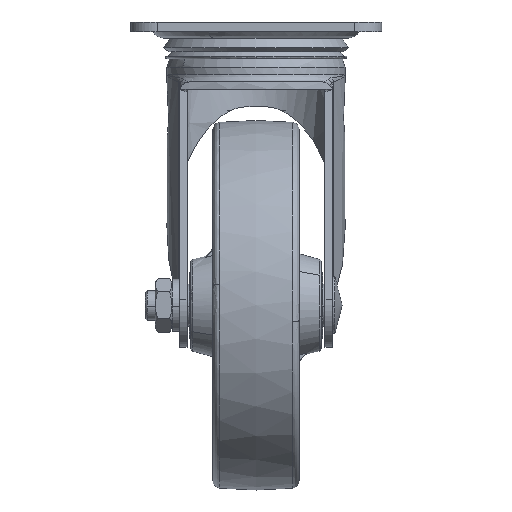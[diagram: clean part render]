
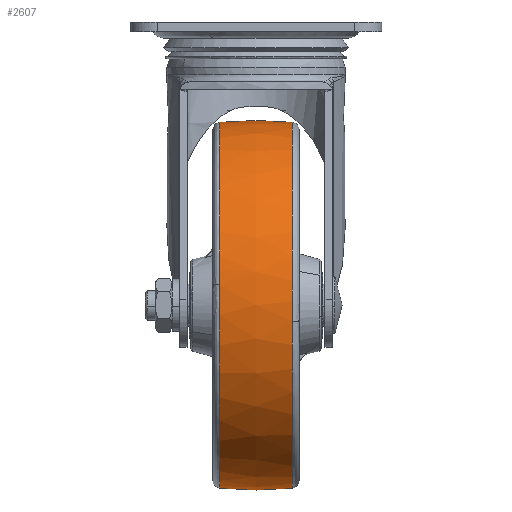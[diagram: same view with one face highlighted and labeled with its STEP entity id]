
A CAD part, left-side view. The second image highlights one B-rep face of the part: STEP entity #2607.
In plain terms, the highlighted free-form (B-spline) face has degree [2, 2] with [5, 7] control points.
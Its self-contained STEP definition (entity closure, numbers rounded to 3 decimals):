
#2303=CARTESIAN_POINT('',(-114.794,14.796,-106.618));
#2304=VERTEX_POINT('',#2303);
#2318=CARTESIAN_POINT('',(-41.0,14.796,-40.731));
#2319=VERTEX_POINT('',#2318);
#2320=CARTESIAN_POINT('',(-41.0,14.796,-40.731));
#2321=CARTESIAN_POINT('',(-107.31,14.796,-40.731));
#2322=CARTESIAN_POINT('',(-114.794,14.796,-106.618));
#2330=(BOUNDED_CURVE()B_SPLINE_CURVE(2,(#2320,#2321,#2322),.UNSPECIFIED.,.F.,.U.)B_SPLINE_CURVE_WITH_KNOTS((3,3),(0.5,0.73),.UNSPECIFIED.)CURVE()GEOMETRIC_REPRESENTATION_ITEM()RATIONAL_B_SPLINE_CURVE((1.0,0.73,0.958))REPRESENTATION_ITEM(''));
#2331=EDGE_CURVE('',#2319,#2304,#2330,.T.);
#2397=CARTESIAN_POINT('',(-41.0,14.796,-189.268));
#2398=VERTEX_POINT('',#2397);
#2412=CARTESIAN_POINT('',(-114.794,14.796,-106.618));
#2413=CARTESIAN_POINT('',(-115.268,14.796,-110.796));
#2414=CARTESIAN_POINT('',(-115.268,14.796,-115.));
#2415=CARTESIAN_POINT('',(-115.268,14.796,-189.268));
#2416=CARTESIAN_POINT('',(-41.0,14.796,-189.268));
#2424=(BOUNDED_CURVE()B_SPLINE_CURVE(2,(#2412,#2413,#2414,#2415,#2416),.UNSPECIFIED.,.F.,.U.)B_SPLINE_CURVE_WITH_KNOTS((3,2,3),(0.73,0.75,1.0),.UNSPECIFIED.)CURVE()GEOMETRIC_REPRESENTATION_ITEM()RATIONAL_B_SPLINE_CURVE((0.958,0.977,1.0,0.707,1.0))REPRESENTATION_ITEM(''));
#2425=EDGE_CURVE('',#2304,#2398,#2424,.T.);
#2475=CARTESIAN_POINT('',(-41.0,-14.796,-189.268));
#2476=VERTEX_POINT('',#2475);
#2477=CARTESIAN_POINT('',(-41.0,-14.796,-189.268));
#2478=CARTESIAN_POINT('',(-41.,-4.964,-190.244));
#2479=CARTESIAN_POINT('',(-41.,4.964,-190.244));
#2480=CARTESIAN_POINT('',(-41.0,14.796,-189.268));
#2481=B_SPLINE_CURVE_WITH_KNOTS('',3,(#2477,#2478,#2479,#2480),.UNSPECIFIED.,.F.,.U.,(4,4),(0.,29.64),.UNSPECIFIED.);
#2482=EDGE_CURVE('',#2476,#2398,#2481,.T.);
#2486=CARTESIAN_POINT('',(-41.0,-14.796,-40.731));
#2487=VERTEX_POINT('',#2486);
#2488=CARTESIAN_POINT('',(-41.0,-14.796,-40.731));
#2489=CARTESIAN_POINT('',(-41.,-4.964,-39.756));
#2490=CARTESIAN_POINT('',(-41.,4.964,-39.756));
#2491=CARTESIAN_POINT('',(-41.0,14.796,-40.731));
#2492=B_SPLINE_CURVE_WITH_KNOTS('',3,(#2488,#2489,#2490,#2491),.UNSPECIFIED.,.F.,.U.,(4,4),(0.,29.64),.UNSPECIFIED.);
#2493=EDGE_CURVE('',#2487,#2319,#2492,.T.);
#2528=CARTESIAN_POINT('',(-38.928,-16.287,-40.887));
#2529=CARTESIAN_POINT('',(-38.903,-8.168,-40.));
#2530=CARTESIAN_POINT('',(-38.903,0.,-40.));
#2531=CARTESIAN_POINT('',(-38.903,8.168,-40.));
#2532=CARTESIAN_POINT('',(-38.928,16.287,-40.887));
#2533=CARTESIAN_POINT('',(-39.958,-16.287,-40.887));
#2534=CARTESIAN_POINT('',(-39.946,-8.168,-40.));
#2535=CARTESIAN_POINT('',(-39.946,0.,-40.));
#2536=CARTESIAN_POINT('',(-39.946,8.168,-40.));
#2537=CARTESIAN_POINT('',(-39.958,16.287,-40.887));
#2538=CARTESIAN_POINT('',(-115.113,-16.287,-40.887));
#2539=CARTESIAN_POINT('',(-116.,-8.168,-40.));
#2540=CARTESIAN_POINT('',(-116.,0.,-40.));
#2541=CARTESIAN_POINT('',(-116.0,8.168,-40.));
#2542=CARTESIAN_POINT('',(-115.113,16.287,-40.887));
#2543=CARTESIAN_POINT('',(-115.113,-16.287,-115.));
#2544=CARTESIAN_POINT('',(-116.,-8.168,-115.));
#2545=CARTESIAN_POINT('',(-116.0,0.,-115.));
#2546=CARTESIAN_POINT('',(-116.,8.168,-115.));
#2547=CARTESIAN_POINT('',(-115.113,16.287,-115.));
#2548=CARTESIAN_POINT('',(-115.113,-16.287,-189.113));
#2549=CARTESIAN_POINT('',(-116.,-8.168,-190.));
#2550=CARTESIAN_POINT('',(-116.,0.,-190.));
#2551=CARTESIAN_POINT('',(-116.0,8.168,-190.));
#2552=CARTESIAN_POINT('',(-115.113,16.287,-189.113));
#2553=CARTESIAN_POINT('',(-39.958,-16.287,-189.113));
#2554=CARTESIAN_POINT('',(-39.946,-8.168,-190.));
#2555=CARTESIAN_POINT('',(-39.946,0.,-190.));
#2556=CARTESIAN_POINT('',(-39.946,8.168,-190.));
#2557=CARTESIAN_POINT('',(-39.958,16.287,-189.113));
#2558=CARTESIAN_POINT('',(-38.928,-16.287,-189.113));
#2559=CARTESIAN_POINT('',(-38.903,-8.168,-190.));
#2560=CARTESIAN_POINT('',(-38.903,0.,-190.));
#2561=CARTESIAN_POINT('',(-38.903,8.168,-190.));
#2562=CARTESIAN_POINT('',(-38.928,16.287,-189.113));
#2570=(BOUNDED_SURFACE()B_SPLINE_SURFACE(2,2,((#2528,#2533,#2538,#2543,#2548,#2553,#2558),(#2529,#2534,#2539,#2544,#2549,#2554,#2559),(#2530,#2535,#2540,#2545,#2550,#2555,#2560),(#2531,#2536,#2541,#2546,#2551,#2556,#2561),(#2532,#2537,#2542,#2547,#2552,#2557,#2562)),.UNSPECIFIED.,.F.,.F.,.U.)B_SPLINE_SURFACE_WITH_KNOTS((3,2,3),(3,1,2,1,3),(0.0,16.525,33.049),(0.0,2.485,126.749,251.013,253.499),.UNSPECIFIED.)GEOMETRIC_REPRESENTATION_ITEM()RATIONAL_B_SPLINE_SURFACE(((0.986,0.98,0.689,0.974,0.689,0.98,0.986),(0.997,0.991,0.697,0.986,0.697,0.991,0.997),(1.012,1.006,0.707,1.0,0.707,1.006,1.012),(0.997,0.991,0.697,0.986,0.697,0.991,0.997),(0.986,0.98,0.689,0.974,0.689,0.98,0.986)))REPRESENTATION_ITEM('')SURFACE());
#2571=ORIENTED_EDGE('',*,*,#2482,.F.);
#2572=CARTESIAN_POINT('',(-114.981,-14.796,-121.525));
#2573=VERTEX_POINT('',#2572);
#2574=CARTESIAN_POINT('',(-114.981,-14.796,-121.525));
#2575=CARTESIAN_POINT('',(-109.007,-14.796,-189.268));
#2576=CARTESIAN_POINT('',(-41.0,-14.796,-189.268));
#2584=(BOUNDED_CURVE()B_SPLINE_CURVE(2,(#2574,#2575,#2576),.UNSPECIFIED.,.F.,.U.)B_SPLINE_CURVE_WITH_KNOTS((3,3),(0.765,1.0),.UNSPECIFIED.)CURVE()GEOMETRIC_REPRESENTATION_ITEM()RATIONAL_B_SPLINE_CURVE((0.966,0.725,1.0))REPRESENTATION_ITEM(''));
#2585=EDGE_CURVE('',#2573,#2476,#2584,.T.);
#2586=ORIENTED_EDGE('',*,*,#2585,.F.);
#2587=CARTESIAN_POINT('',(-41.0,-14.796,-40.731));
#2588=CARTESIAN_POINT('',(-115.268,-14.796,-40.731));
#2589=CARTESIAN_POINT('',(-115.268,-14.796,-115.));
#2590=CARTESIAN_POINT('',(-115.268,-14.796,-118.269));
#2591=CARTESIAN_POINT('',(-114.981,-14.796,-121.525));
#2599=(BOUNDED_CURVE()B_SPLINE_CURVE(2,(#2587,#2588,#2589,#2590,#2591),.UNSPECIFIED.,.F.,.U.)B_SPLINE_CURVE_WITH_KNOTS((3,2,3),(0.5,0.75,0.765),.UNSPECIFIED.)CURVE()GEOMETRIC_REPRESENTATION_ITEM()RATIONAL_B_SPLINE_CURVE((1.0,0.707,1.0,0.982,0.966))REPRESENTATION_ITEM(''));
#2600=EDGE_CURVE('',#2487,#2573,#2599,.T.);
#2601=ORIENTED_EDGE('',*,*,#2600,.F.);
#2602=ORIENTED_EDGE('',*,*,#2493,.T.);
#2603=ORIENTED_EDGE('',*,*,#2331,.T.);
#2604=ORIENTED_EDGE('',*,*,#2425,.T.);
#2605=EDGE_LOOP('',(#2571,#2586,#2601,#2602,#2603,#2604));
#2606=FACE_OUTER_BOUND('',#2605,.T.);
#2607=ADVANCED_FACE('',(#2606),#2570,.T.);
